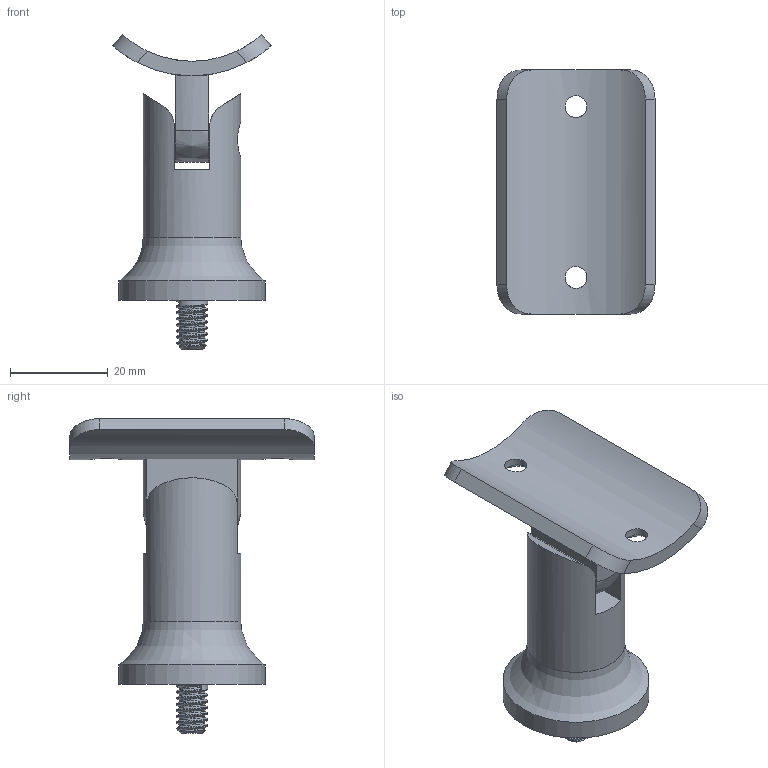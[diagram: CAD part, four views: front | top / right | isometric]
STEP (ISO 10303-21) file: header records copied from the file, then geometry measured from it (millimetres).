
FILE_DESCRIPTION(/* description */ (''),/* implementation_level */ '2;1');
FILE_NAME(/* name */ '1913_Cosch_Edelstahltechnik.stp',/* time_stamp */ '2019-01-11T21:21:09+01:00',/* author */ (''),/* organization */ (''),/* preprocessor_version */ 'ST-DEVELOPER v16',/* originating_system */ 'SIEMENS PLM Software NX 11.0',/* authorisation */ '');
FILE_SCHEMA (('AUTOMOTIVE_DESIGN { 1 0 10303 214 3 1 1 1 }'));
Length unit declared in the file: millimetre
Products named in the file (1): Goge26F8514D6hlm
Bounding box: 32.39 x 50 x 64.45 mm (x, y, z)
Volume: 20384.5 mm3; surface area: 9005.3 mm2
Topology: 1 solids, 1 shells, 52 faces, 129 edges, 86 vertices
Faces by surface type: plane 23, cylinder 19, bspline 7, cone 2, torus 1
Full cylindrical faces by diameter (mm): 4.25 x2, 4.5 x2, 7.311 x1, 20 x1, 30 x1
Entity records: 4547 total; most frequent: CARTESIAN_POINT 3422, ORIENTED_EDGE 220, DIRECTION 189, EDGE_CURVE 110, VERTEX_POINT 78, EDGE_LOOP 74, AXIS2_PLACEMENT_3D 70, ADVANCED_FACE 51
